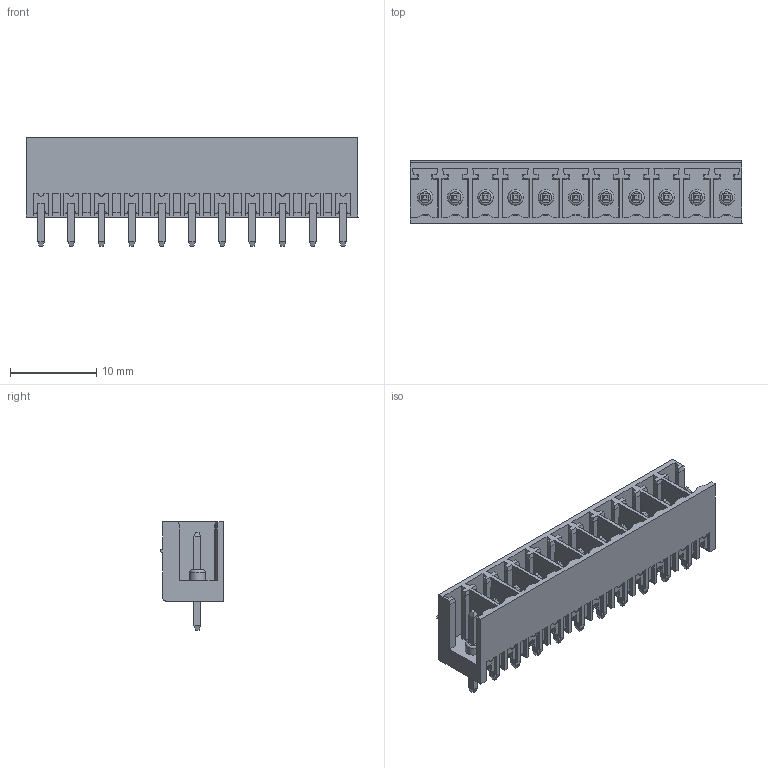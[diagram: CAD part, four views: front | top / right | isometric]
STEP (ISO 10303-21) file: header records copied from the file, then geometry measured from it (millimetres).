
FILE_DESCRIPTION(('STEP AP214'),'1');
FILE_NAME('PV11-3,5-V.stp','2018-11-29T10:16:11',(' '),(' '),'Spatial InterOp 3D',' ',' ');
FILE_SCHEMA(('AUTOMOTIVE_DESIGN { 1 0 10303 214 1 1 1 1 }'));
Length unit declared in the file: metre
Products named in the file (1): 1
Bounding box: 38.5 x 7.25 x 12.6 mm (x, y, z)
Volume: 1259 mm3; surface area: 3303.7 mm2
Topology: 1 solids, 1 shells, 740 faces, 1923 edges, 1216 vertices
Faces by surface type: plane 684, cylinder 34, torus 11, cone 11
Full cylindrical faces by diameter (mm): 1.8 x11
Entity records: 27723 total; most frequent: CARTESIAN_POINT 3902, ORIENTED_EDGE 3780, DIRECTION 3440, EDGE_CURVE 1890, LINE 1778, VECTOR 1778, VERTEX_POINT 1205, AXIS2_PLACEMENT_3D 831
